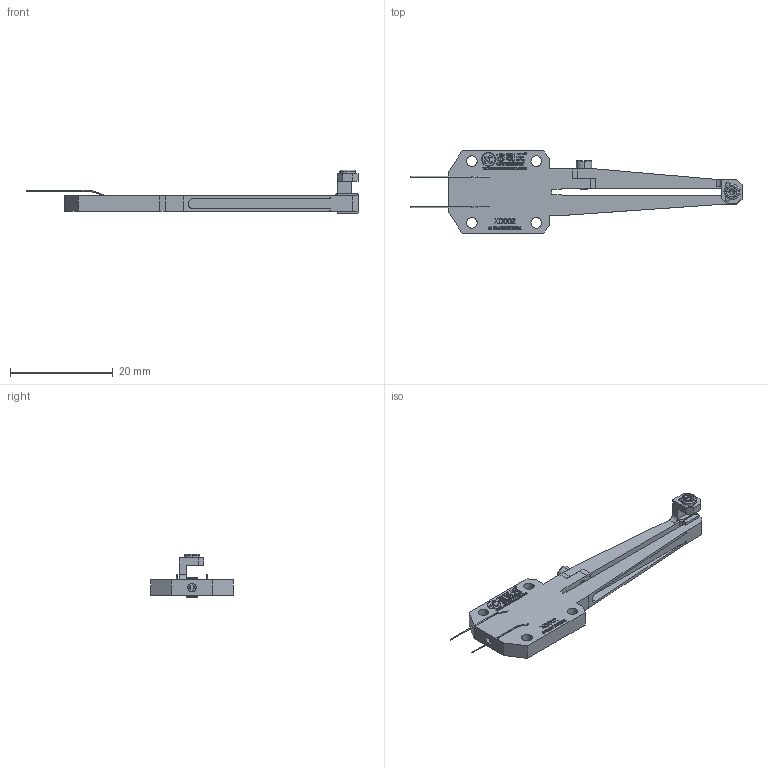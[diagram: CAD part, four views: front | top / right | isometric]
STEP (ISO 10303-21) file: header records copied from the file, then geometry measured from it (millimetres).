
FILE_DESCRIPTION (( 'STEP AP203' ), '1' );
FILE_NAME ('XD002-D2-1×°Åä.STEP', '2019-11-29T05:52:22', ( '' ), ( '' ), 'SwSTEP 2.0', 'SolidWorks 2016', '' );
FILE_SCHEMA (( 'CONFIG_CONTROL_DESIGN' ));
Length unit declared in the file: millimetre
Products named in the file (1): XD002-D2-1蚾饜
Bounding box: 64.53 x 16 x 8.5 mm (x, y, z)
Surface area: 2037.3 mm2 (no closed solid volume)
Topology: 0 solids, 30 shells, 469 faces, 2458 edges, 1957 vertices
Faces by surface type: plane 261, bspline 124, cylinder 54, torus 22, cone 8
Entity records: 32589 total; most frequent: CARTESIAN_POINT 15728, ORIENTED_EDGE 3333, DIRECTION 2511, EDGE_CURVE 2456, VERTEX_POINT 1957, VECTOR 1429, LINE 1429, B_SPLINE_CURVE_WITH_KNOTS 824
